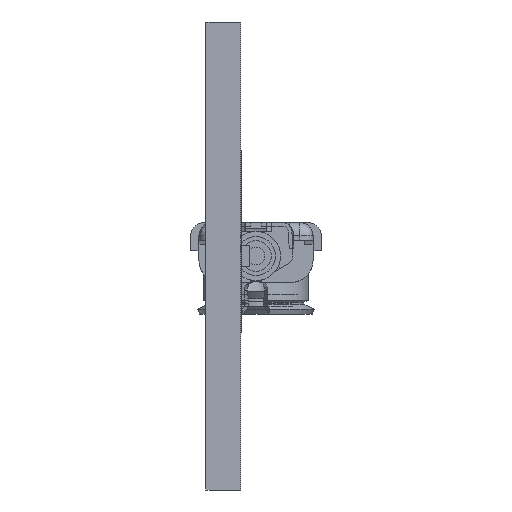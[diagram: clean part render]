
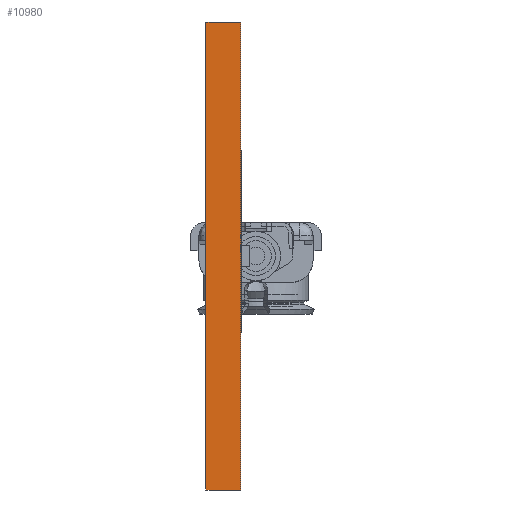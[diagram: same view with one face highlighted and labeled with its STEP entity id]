
A CAD part, left-side view. The second image highlights one B-rep face of the part: STEP entity #10980.
In plain terms, the highlighted planar face has unit normal (-1, 0, 0).
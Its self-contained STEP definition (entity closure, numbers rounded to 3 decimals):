
#183 = PLANE ( 'NONE',  #15807 ) ;
#197 = LINE ( 'NONE', #4218, #2141 ) ;
#290 = CARTESIAN_POINT ( 'NONE',  ( -12., 0., -5.375 ) ) ;
#396 = CARTESIAN_POINT ( 'NONE',  ( -12., 0., 5.375 ) ) ;
#478 = VERTEX_POINT ( 'NONE', #18456 ) ;
#782 = ORIENTED_EDGE ( 'NONE', *, *, #3290, .T. ) ;
#892 = DIRECTION ( 'NONE',  ( 0., 0., 1. ) ) ;
#952 = VECTOR ( 'NONE', #19320, 1000. ) ;
#978 = LINE ( 'NONE', #18862, #8805 ) ;
#1239 = ORIENTED_EDGE ( 'NONE', *, *, #15468, .F. ) ;
#2065 = LINE ( 'NONE', #20913, #952 ) ;
#2141 = VECTOR ( 'NONE', #8010, 1000. ) ;
#2227 = ORIENTED_EDGE ( 'NONE', *, *, #16045, .T. ) ;
#2839 = CARTESIAN_POINT ( 'NONE',  ( -12., 0.8, 5.375 ) ) ;
#3120 = EDGE_CURVE ( 'NONE', #478, #4306, #978, .T. ) ;
#3290 = EDGE_CURVE ( 'NONE', #7554, #18517, #2065, .T. ) ;
#3539 = LINE ( 'NONE', #2839, #4946 ) ;
#3665 = DIRECTION ( 'NONE',  ( 0., 1., 0. ) ) ;
#4218 = CARTESIAN_POINT ( 'NONE',  ( -12., 0.8, -5.375 ) ) ;
#4306 = VERTEX_POINT ( 'NONE', #10817 ) ;
#4650 = DIRECTION ( 'NONE',  ( 0., -1., 0. ) ) ;
#4946 = VECTOR ( 'NONE', #4650, 1000. ) ;
#7554 = VERTEX_POINT ( 'NONE', #290 ) ;
#8010 = DIRECTION ( 'NONE',  ( 0., -1., 0. ) ) ;
#8805 = VECTOR ( 'NONE', #892, 1000. ) ;
#10817 = CARTESIAN_POINT ( 'NONE',  ( -12., 0.8, 5.375 ) ) ;
#10874 = FACE_OUTER_BOUND ( 'NONE', #19241, .T. ) ;
#10980 = ADVANCED_FACE ( 'NONE', ( #10874 ), #183, .F. ) ;
#14443 = DIRECTION ( 'NONE',  ( 1., 0., 0. ) ) ;
#15468 = EDGE_CURVE ( 'NONE', #4306, #18517, #3539, .T. ) ;
#15807 = AXIS2_PLACEMENT_3D ( 'NONE', #19581, #14443, #3665 ) ;
#16045 = EDGE_CURVE ( 'NONE', #478, #7554, #197, .T. ) ;
#17894 = ORIENTED_EDGE ( 'NONE', *, *, #3120, .F. ) ;
#18456 = CARTESIAN_POINT ( 'NONE',  ( -12., 0.8, -5.375 ) ) ;
#18517 = VERTEX_POINT ( 'NONE', #396 ) ;
#18862 = CARTESIAN_POINT ( 'NONE',  ( -12., 0.8, 5.375 ) ) ;
#19241 = EDGE_LOOP ( 'NONE', ( #782, #1239, #17894, #2227 ) ) ;
#19320 = DIRECTION ( 'NONE',  ( 0., 0., 1. ) ) ;
#19581 = CARTESIAN_POINT ( 'NONE',  ( -12., 0.8, 5.375 ) ) ;
#20913 = CARTESIAN_POINT ( 'NONE',  ( -12., 0., 5.375 ) ) ;
